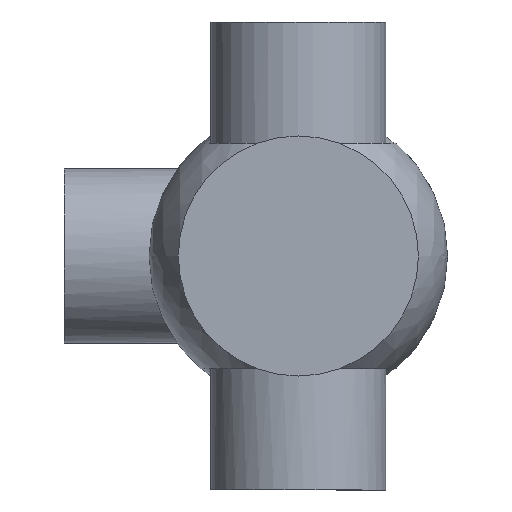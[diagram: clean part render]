
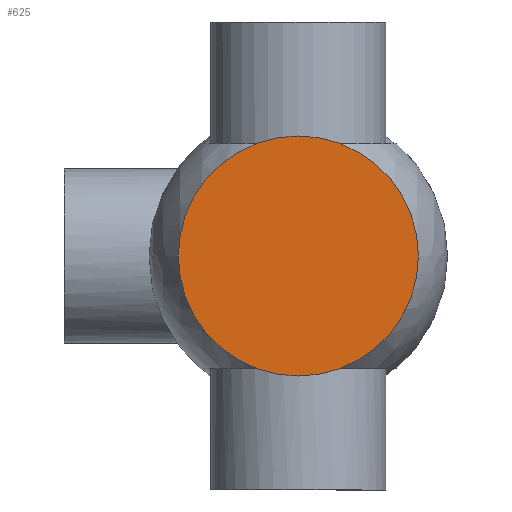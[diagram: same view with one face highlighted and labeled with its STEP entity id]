
A CAD part, front view. The second image highlights one B-rep face of the part: STEP entity #625.
In plain terms, the highlighted planar face has unit normal (0, -1, 0).
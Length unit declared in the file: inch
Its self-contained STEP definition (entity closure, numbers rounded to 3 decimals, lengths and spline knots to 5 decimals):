
#30=PLANE('',#740);
#115=FACE_OUTER_BOUND('',#154,.T.);
#154=EDGE_LOOP('',(#580,#581));
#231=CIRCLE('',#726,2.06);
#232=CIRCLE('',#727,2.06);
#295=VERTEX_POINT('',#2149);
#296=VERTEX_POINT('',#2151);
#379=EDGE_CURVE('',#295,#296,#231,.T.);
#380=EDGE_CURVE('',#296,#295,#232,.T.);
#580=ORIENTED_EDGE('',*,*,#380,.F.);
#581=ORIENTED_EDGE('',*,*,#379,.F.);
#625=ADVANCED_FACE('',(#115),#30,.T.);
#726=AXIS2_PLACEMENT_3D('',#2152,#911,#912);
#727=AXIS2_PLACEMENT_3D('',#2153,#913,#914);
#740=AXIS2_PLACEMENT_3D('',#2465,#948,#949);
#911=DIRECTION('center_axis',(0.,1.,0.));
#912=DIRECTION('ref_axis',(0.,0.,1.));
#913=DIRECTION('center_axis',(0.,1.,0.));
#914=DIRECTION('ref_axis',(0.,0.,1.));
#948=DIRECTION('center_axis',(0.,-1.,0.));
#949=DIRECTION('ref_axis',(0.,0.,-1.));
#2149=CARTESIAN_POINT('',(0.,0.,-2.06));
#2151=CARTESIAN_POINT('',(0.,0.,2.06));
#2152=CARTESIAN_POINT('Origin',(0.,0.,0.));
#2153=CARTESIAN_POINT('Origin',(0.,0.,0.));
#2465=CARTESIAN_POINT('Origin',(-2.06,0.,0.));
